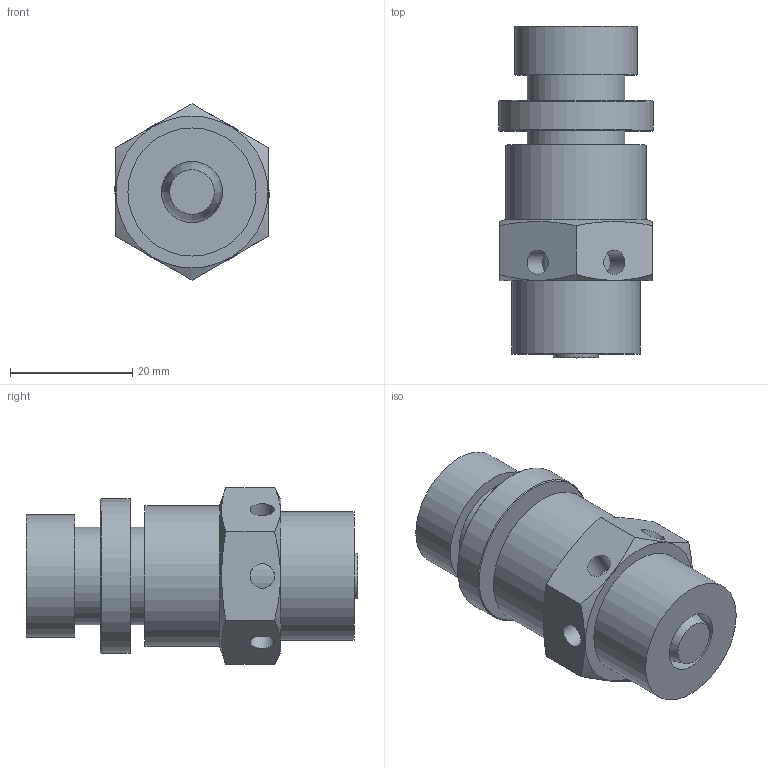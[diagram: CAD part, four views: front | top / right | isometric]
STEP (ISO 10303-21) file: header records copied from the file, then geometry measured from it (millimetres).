
FILE_DESCRIPTION(/* description */ ('Unknown'),/* implementation_level */ '2;1');
FILE_NAME(/* name */ '6.13.12',/* time_stamp */ '2018-10-15T14:44:30-04:00',/* author */ ('Unknown'),/* organization */ ('Unknown'),/* preprocessor_version */ 'ST-DEVELOPER v16.7',/* originating_system */ 'DEX',/* authorisation */ $);
FILE_SCHEMA (('AUTOMOTIVE_DESIGN {1 0 10303 214 3 1 1}'));
Length unit declared in the file: millimetre
Products named in the file (4): 6.13.12; 6.13.12_3; 6.13.12_1; 6.12.12_2
Assembly tree (3 placements, depth 2):
  6.13.12
    6.13.12_3
    6.13.12_1
    6.12.12_2
Bounding box: 25.26 x 54.3 x 28.87 mm (x, y, z)
Volume: 19398.1 mm3; surface area: 9460.6 mm2
Topology: 3 solids, 3 shells, 41 faces, 95 edges, 64 vertices
Faces by surface type: plane 17, cylinder 15, cone 8, bspline 1
Full cylindrical faces by diameter (mm): 4 x6, 10 x1, 13 x1, 15.9 x3, 20 x1, 20.955 x1, 23 x1, 25.3 x1
Entity records: 1457 total; most frequent: CARTESIAN_POINT 432, DIRECTION 160, ORIENTED_EDGE 114, EDGE_LOOP 86, FACE_BOUND 86, AXIS2_PLACEMENT_3D 77, EDGE_CURVE 57, VERTEX_POINT 51
